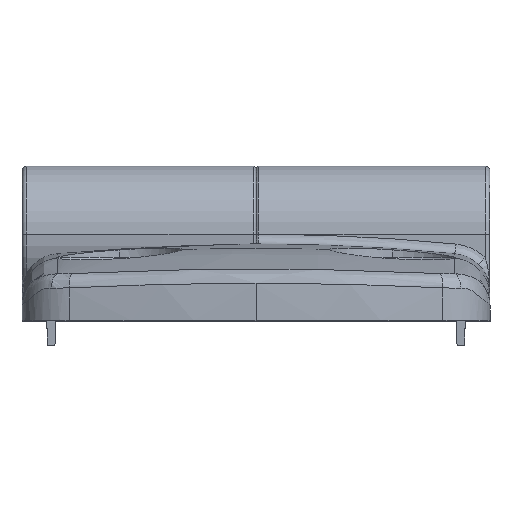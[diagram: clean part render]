
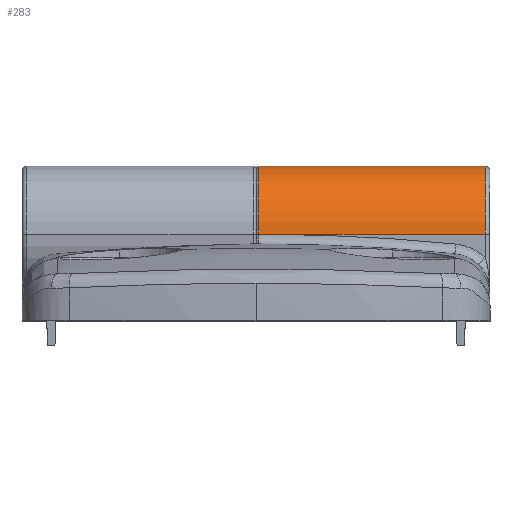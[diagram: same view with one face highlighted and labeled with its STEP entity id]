
A CAD part, top view. The second image highlights one B-rep face of the part: STEP entity #283.
In plain terms, the highlighted cylindrical face has radius 7 mm (diameter 14 mm), a partial arc.
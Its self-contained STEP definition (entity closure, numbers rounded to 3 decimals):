
#283=ADVANCED_FACE('NONE',(#740),#741,.T.);
#740=FACE_OUTER_BOUND('',#1382,.T.);
#741=CYLINDRICAL_SURFACE('',#1383,7.0);
#1382=EDGE_LOOP('',(#3500,#3501,#3502,#3503));
#1383=AXIS2_PLACEMENT_3D('',#3504,#3505,#3506);
#3500=ORIENTED_EDGE('',*,*,#4999,.F.);
#3501=ORIENTED_EDGE('',*,*,#4949,.T.);
#3502=ORIENTED_EDGE('',*,*,#5077,.T.);
#3503=ORIENTED_EDGE('',*,*,#5086,.T.);
#3504=CARTESIAN_POINT('',(-51.026,-17.606,17.285));
#3505=DIRECTION('',(-1.0,0.,0.));
#3506=DIRECTION('',(0.,0.,-1.0));
#4949=EDGE_CURVE('NONE',#5634,#5638,#5640,.T.);
#4999=EDGE_CURVE('NONE',#5634,#5705,#5725,.T.);
#5077=EDGE_CURVE('NONE',#5638,#5863,#5864,.T.);
#5086=EDGE_CURVE('NONE',#5863,#5705,#5876,.T.);
#5634=VERTEX_POINT('NONE',#6623);
#5638=VERTEX_POINT('NONE',#6627);
#5640=CIRCLE('',#6629,7.0);
#5705=VERTEX_POINT('NONE',#6832);
#5725=LINE('',#6859,#6860);
#5863=VERTEX_POINT('NONE',#7189);
#5864=LINE('',#7190,#7191);
#5876=CIRCLE('',#7212,7.0);
#6623=CARTESIAN_POINT('',(-26.726,-17.606,10.285));
#6627=CARTESIAN_POINT('',(-26.726,-17.606,24.285));
#6629=AXIS2_PLACEMENT_3D('',#9453,#9454,#9455);
#6832=CARTESIAN_POINT('',(-3.526,-17.606,10.285));
#6859=CARTESIAN_POINT('',(-51.026,-17.606,10.285));
#6860=VECTOR('',#9518,1000.0);
#7189=CARTESIAN_POINT('',(-3.526,-17.606,24.285));
#7190=CARTESIAN_POINT('',(-51.026,-17.606,24.285));
#7191=VECTOR('',#9594,1000.0);
#7212=AXIS2_PLACEMENT_3D('',#9602,#9603,#9604);
#9453=CARTESIAN_POINT('',(-26.726,-17.606,17.285));
#9454=DIRECTION('',(1.0,0.,0.));
#9455=DIRECTION('',(0.,0.,1.0));
#9518=DIRECTION('',(1.0,0.,0.));
#9594=DIRECTION('',(1.0,0.,0.));
#9602=CARTESIAN_POINT('',(-3.526,-17.606,17.285));
#9603=DIRECTION('',(-1.0,0.,0.));
#9604=DIRECTION('',(0.,0.,-1.0));
